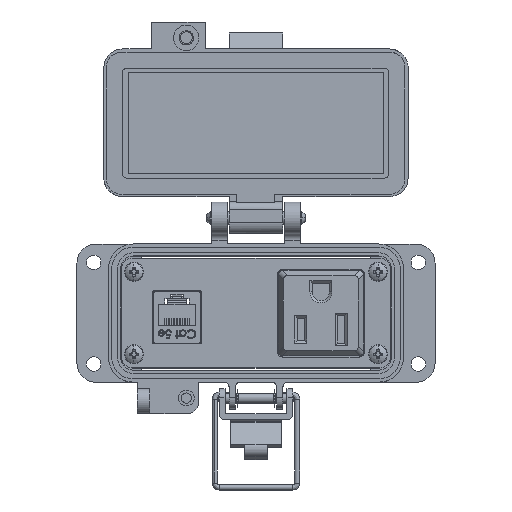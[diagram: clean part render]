
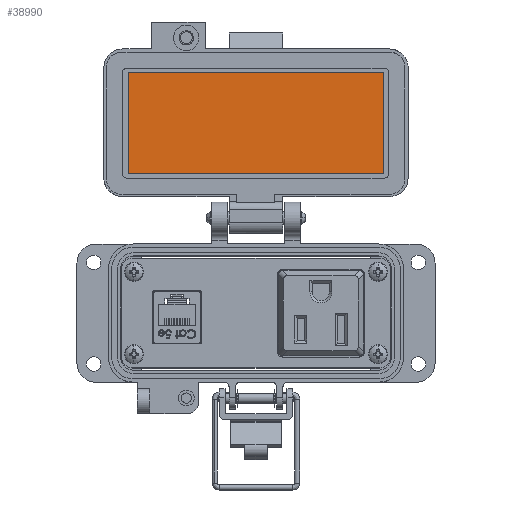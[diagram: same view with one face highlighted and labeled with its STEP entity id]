
A CAD part, top view. The second image highlights one B-rep face of the part: STEP entity #38990.
In plain terms, the highlighted planar face has unit normal (0, 0, 1).
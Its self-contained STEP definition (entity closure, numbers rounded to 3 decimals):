
#158 = VECTOR ( 'NONE', #31201, 1000. ) ;
#844 = CARTESIAN_POINT ( 'NONE',  ( -40.25, 67.154, -25.55 ) ) ;
#1376 = ORIENTED_EDGE ( 'NONE', *, *, #6862, .F. ) ;
#3142 = CARTESIAN_POINT ( 'NONE',  ( -8.5, 83.154, -25.55 ) ) ;
#4511 = EDGE_CURVE ( 'NONE', #6876, #25058, #56296, .T. ) ;
#6438 = DIRECTION ( 'NONE',  ( -1., 0., 0. ) ) ;
#6862 = EDGE_CURVE ( 'NONE', #12965, #58514, #46063, .T. ) ;
#6876 = VERTEX_POINT ( 'NONE', #31210 ) ;
#7264 = DIRECTION ( 'NONE',  ( 0., -1., 0. ) ) ;
#8130 = VECTOR ( 'NONE', #20976, 1000. ) ;
#8318 = EDGE_CURVE ( 'NONE', #58514, #6876, #48366, .T. ) ;
#10765 = EDGE_LOOP ( 'NONE', ( #49710, #1376, #16899, #60522 ) ) ;
#11042 = CARTESIAN_POINT ( 'NONE',  ( 40.25, 67.154, -25.55 ) ) ;
#12219 = PLANE ( 'NONE',  #36006 ) ;
#12965 = VERTEX_POINT ( 'NONE', #53138 ) ;
#16899 = ORIENTED_EDGE ( 'NONE', *, *, #64994, .F. ) ;
#20976 = DIRECTION ( 'NONE',  ( 0., 1., 0. ) ) ;
#23285 = DIRECTION ( 'NONE',  ( 1., 0., 0. ) ) ;
#25058 = VERTEX_POINT ( 'NONE', #28070 ) ;
#28070 = CARTESIAN_POINT ( 'NONE',  ( 40.25, 51.154, -25.55 ) ) ;
#31201 = DIRECTION ( 'NONE',  ( 0., -1., 0. ) ) ;
#31210 = CARTESIAN_POINT ( 'NONE',  ( 40.25, 83.154, -25.55 ) ) ;
#31541 = LINE ( 'NONE', #51687, #34152 ) ;
#32375 = CARTESIAN_POINT ( 'NONE',  ( -40.25, 83.154, -25.55 ) ) ;
#32383 = CARTESIAN_POINT ( 'NONE',  ( -8.5, 67.154, -25.55 ) ) ;
#34152 = VECTOR ( 'NONE', #6438, 1000. ) ;
#36006 = AXIS2_PLACEMENT_3D ( 'NONE', #32383, #52520, #7264 ) ;
#38990 = ADVANCED_FACE ( 'NONE', ( #57468 ), #12219, .T. ) ;
#40804 = VECTOR ( 'NONE', #23285, 1000. ) ;
#46063 = LINE ( 'NONE', #844, #8130 ) ;
#48366 = LINE ( 'NONE', #3142, #40804 ) ;
#49710 = ORIENTED_EDGE ( 'NONE', *, *, #8318, .F. ) ;
#51687 = CARTESIAN_POINT ( 'NONE',  ( 42., 51.154, -25.55 ) ) ;
#52520 = DIRECTION ( 'NONE',  ( 0., 0., 1. ) ) ;
#53138 = CARTESIAN_POINT ( 'NONE',  ( -40.25, 51.154, -25.55 ) ) ;
#56296 = LINE ( 'NONE', #11042, #158 ) ;
#57468 = FACE_OUTER_BOUND ( 'NONE', #10765, .T. ) ;
#58514 = VERTEX_POINT ( 'NONE', #32375 ) ;
#60522 = ORIENTED_EDGE ( 'NONE', *, *, #4511, .F. ) ;
#64994 = EDGE_CURVE ( 'NONE', #25058, #12965, #31541, .T. ) ;
